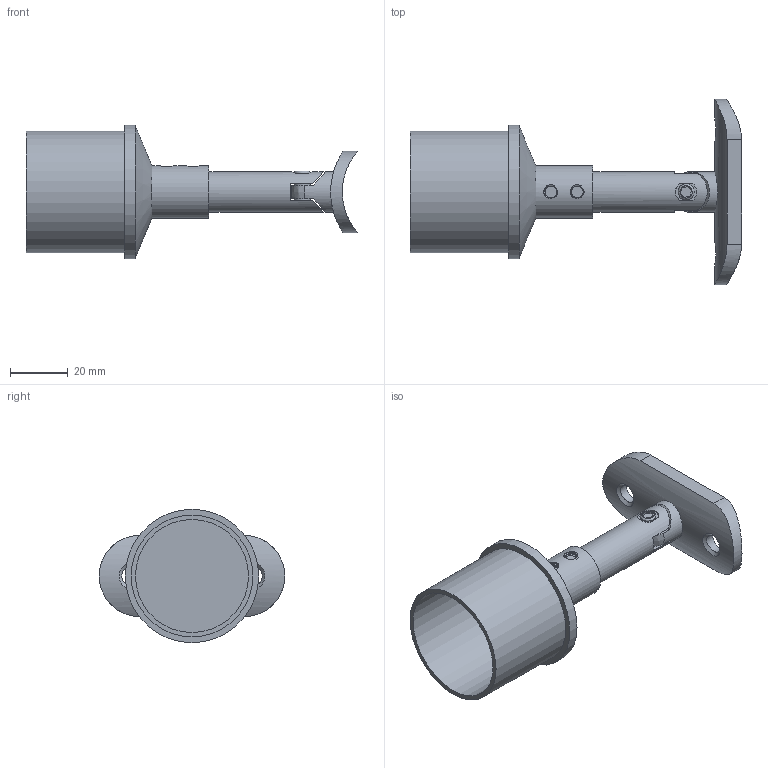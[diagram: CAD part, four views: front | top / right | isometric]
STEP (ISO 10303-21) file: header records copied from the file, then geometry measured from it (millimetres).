
FILE_DESCRIPTION(/* description */ (''),/* implementation_level */ '2;1');
FILE_NAME(/* name */ 'Rohtstuetze_X170.stp',/* time_stamp */ '2017-07-27T22:38:59+02:00',/* author */ (''),/* organization */ (''),/* preprocessor_version */ 'ST-DEVELOPER v16',/* originating_system */ 'SIEMENS PLM Software NX 11.0',/* authorisation */ '');
FILE_SCHEMA (('AUTOMOTIVE_DESIGN { 1 0 10303 214 3 1 1 1 }'));
Length unit declared in the file: millimetre
Products named in the file (1): Goge2304B54Ernv9
Bounding box: 114.28 x 64 x 46 mm (x, y, z)
Volume: 37573.1 mm3; surface area: 20135.2 mm2
Topology: 3 solids, 3 shells, 60 faces, 138 edges, 92 vertices
Faces by surface type: plane 28, cylinder 20, bspline 11, cone 1
Full cylindrical faces by diameter (mm): 5.523 x2, 6.5 x2, 14 x2, 18 x1, 39 x1, 42 x1, 46 x1
Entity records: 6447 total; most frequent: CARTESIAN_POINT 5225, ORIENTED_EDGE 234, DIRECTION 200, EDGE_CURVE 117, EDGE_LOOP 88, VERTEX_POINT 85, AXIS2_PLACEMENT_3D 78, ADVANCED_FACE 60
